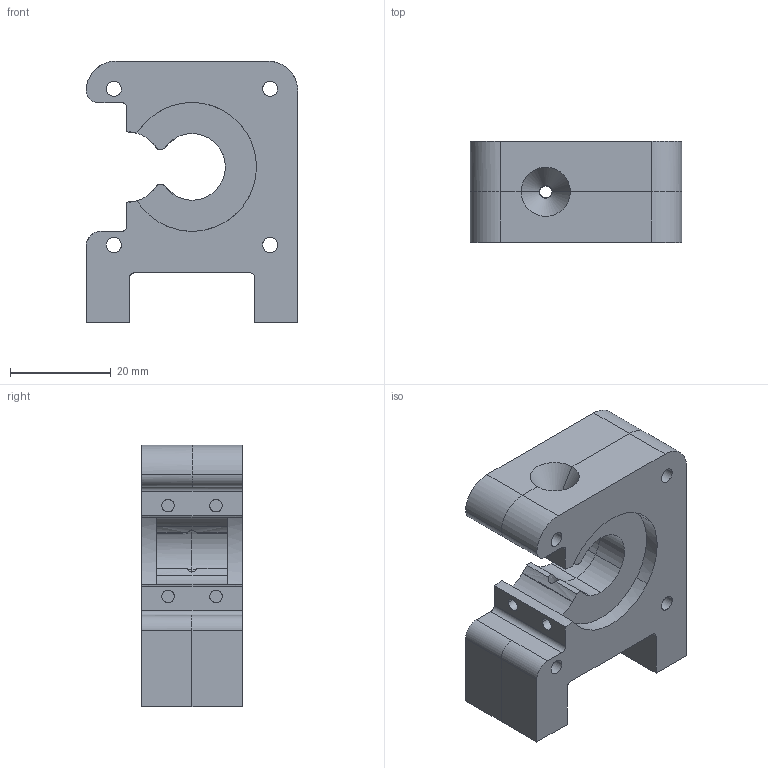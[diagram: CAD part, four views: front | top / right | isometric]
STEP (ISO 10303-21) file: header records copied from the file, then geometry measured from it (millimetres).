
FILE_DESCRIPTION(/* description */ (''),/* implementation_level */ '2;1');
FILE_NAME(/* name */ 'PUSHER~1',/* time_stamp */ '2014-10-14T14:08:56+02:00',/* author */ (''),/* organization */ (''),/* preprocessor_version */ 'ST-DEVELOPER v14',/* originating_system */ '',/* authorisation */ '');
FILE_SCHEMA (('AUTOMOTIVE_DESIGN'));
Length unit declared in the file: millimetre
Products named in the file (1): Document
Bounding box: 42 x 20 x 51.97 mm (x, y, z)
Volume: 26200 mm3; surface area: 9870.1 mm2
Topology: 1 solids, 1 shells, 119 faces, 301 edges, 188 vertices
Faces by surface type: bspline 87, plane 32
Entity records: 4623 total; most frequent: CARTESIAN_POINT 2937, ORIENTED_EDGE 602, EDGE_CURVE 301, VERTEX_POINT 188, EDGE_LOOP 135, ADVANCED_FACE 119, FACE_OUTER_BOUND 119, B_SPLINE_CURVE_WITH_KNOTS 81
